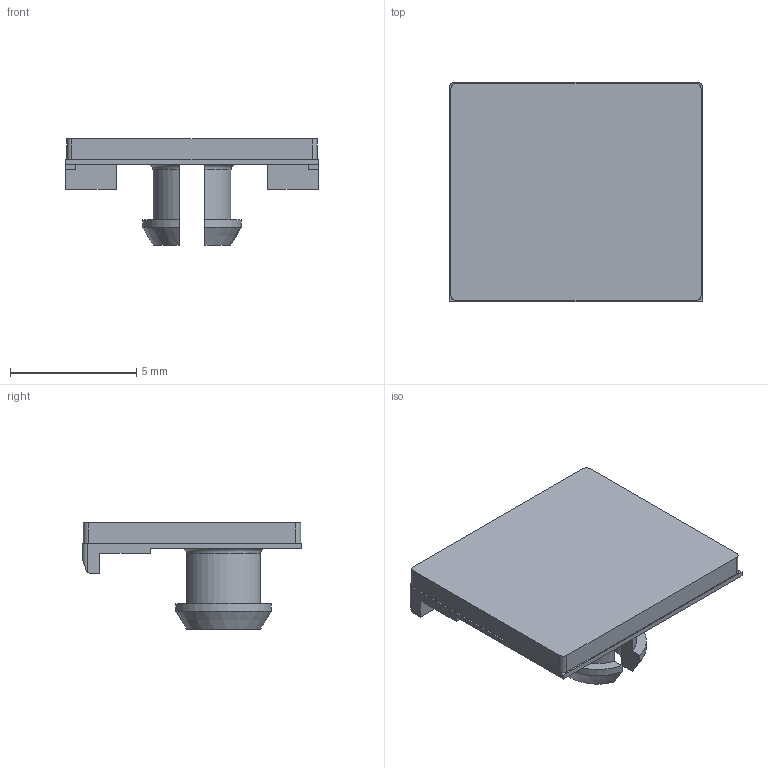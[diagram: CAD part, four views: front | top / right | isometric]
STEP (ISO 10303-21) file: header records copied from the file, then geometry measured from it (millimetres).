
FILE_DESCRIPTION(/* description */ ('STEP AP214'),/* implementation_level */ '2;1');
FILE_NAME(/* name */ '8191742_ASLR-C-XA-TT',/* time_stamp */ '2024-08-05T15:07:00+02:00',/* author */ ('License CC BY-ND 4.0'),/* organization */ ('CADENAS'),/* preprocessor_version */ 'ST-DEVELOPER v19.3',/* originating_system */ 'PARTsolutions',/* authorisation */ ' ');
FILE_SCHEMA (('AUTOMOTIVE_DESIGN {1 0 10303 214 3 1 1}'));
Length unit declared in the file: millimetre
Products named in the file (1): 8191742 ASLR-C-XA-TT
Bounding box: 10 x 8.7 x 4.2 mm (x, y, z)
Volume: 101.2 mm3; surface area: 274 mm2
Topology: 1 solids, 1 shells, 55 faces, 150 edges, 100 vertices
Faces by surface type: plane 33, cylinder 16, torus 4, cone 2
Entity records: 1786 total; most frequent: CARTESIAN_POINT 348, ORIENTED_EDGE 300, DIRECTION 286, EDGE_CURVE 150, VERTEX_POINT 100, LINE 98, VECTOR 98, AXIS2_PLACEMENT_3D 94
